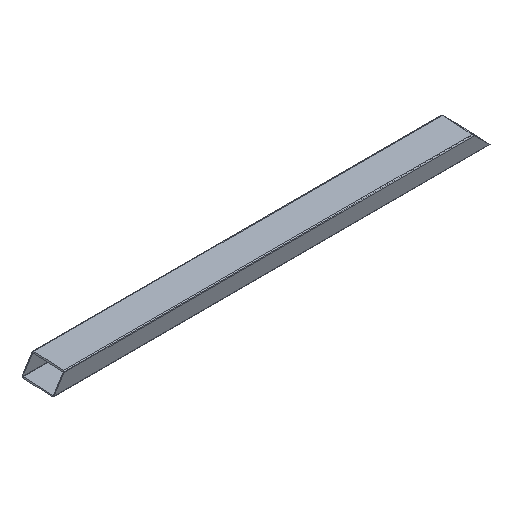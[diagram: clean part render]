
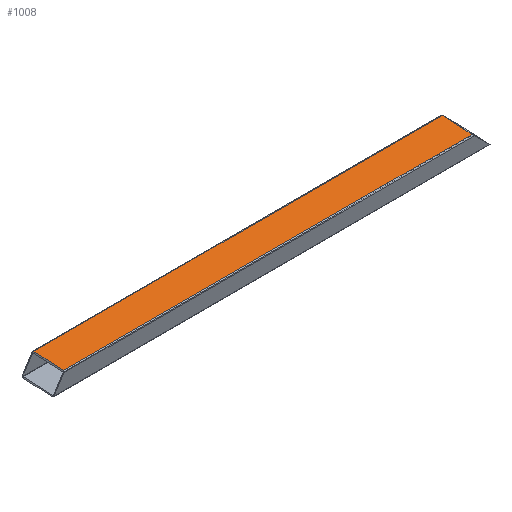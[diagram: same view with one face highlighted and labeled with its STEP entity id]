
A CAD part, isometric view. The second image highlights one B-rep face of the part: STEP entity #1008.
In plain terms, the highlighted planar face has unit normal (0, -0.052, 0.999).
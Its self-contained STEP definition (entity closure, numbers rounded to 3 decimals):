
#44 = PLANE('',#45);
#45 = AXIS2_PLACEMENT_3D('',#46,#47,#48);
#46 = CARTESIAN_POINT('',(-461.012,2.131,1.117)
  );
#47 = DIRECTION('',(0.876,0.025,-0.482));
#48 = DIRECTION('',(0.483,-0.046,0.875));
#122 = PLANE('',#123);
#123 = AXIS2_PLACEMENT_3D('',#124,#125,#126);
#124 = CARTESIAN_POINT('',(460.488,2.075,1.439
    ));
#125 = DIRECTION('',(0.707,-0.037,0.706)
  );
#126 = DIRECTION('',(-0.707,-0.037,0.706)
  );
#313 = VERTEX_POINT('',#314);
#314 = CARTESIAN_POINT('',(-449.983,33.541,
    22.791));
#332 = CYLINDRICAL_SURFACE('',#333,2.5);
#333 = AXIS2_PLACEMENT_3D('',#334,#335,#336);
#334 = CARTESIAN_POINT('',(-461.66,33.672,
    20.291));
#335 = DIRECTION('',(-1.,0.,
    0.));
#336 = DIRECTION('',(0.,-0.052,
    0.999));
#366 = EDGE_CURVE('',#313,#367,#369,.T.);
#367 = VERTEX_POINT('',#368);
#368 = CARTESIAN_POINT('',(-449.986,-31.37,
    19.396));
#369 = SURFACE_CURVE('',#370,(#374,#381),.PCURVE_S1.);
#370 = LINE('',#371,#372);
#371 = CARTESIAN_POINT('',(-449.983,33.541,
    22.791));
#372 = VECTOR('',#373,1.);
#373 = DIRECTION('',(0.,-0.999,
    -0.052));
#374 = PCURVE('',#44,#375);
#375 = DEFINITIONAL_REPRESENTATION('',(#376),#380);
#376 = LINE('',#377,#378);
#377 = CARTESIAN_POINT('',(22.842,-32.5));
#378 = VECTOR('',#379,1.);
#379 = DIRECTION('',(0.,1.));
#380 = ( GEOMETRIC_REPRESENTATION_CONTEXT(2) 
PARAMETRIC_REPRESENTATION_CONTEXT() REPRESENTATION_CONTEXT('2D SPACE',''
  ) );
#381 = PCURVE('',#382,#387);
#382 = PLANE('',#383);
#383 = AXIS2_PLACEMENT_3D('',#384,#385,#386);
#384 = CARTESIAN_POINT('',(-461.664,-31.369,
    19.392));
#385 = DIRECTION('',(0.,-0.052,
    0.999));
#386 = DIRECTION('',(0.,0.999,0.052
    ));
#387 = DEFINITIONAL_REPRESENTATION('',(#388),#392);
#388 = LINE('',#389,#390);
#389 = CARTESIAN_POINT('',(65.,-11.678));
#390 = VECTOR('',#391,1.);
#391 = DIRECTION('',(-1.,0.));
#392 = ( GEOMETRIC_REPRESENTATION_CONTEXT(2) 
PARAMETRIC_REPRESENTATION_CONTEXT() REPRESENTATION_CONTEXT('2D SPACE',''
  ) );
#414 = CYLINDRICAL_SURFACE('',#415,2.5);
#415 = AXIS2_PLACEMENT_3D('',#416,#417,#418);
#416 = CARTESIAN_POINT('',(-461.663,-31.239,
    16.895));
#417 = DIRECTION('',(-1.,0.,
    0.));
#418 = DIRECTION('',(0.,-0.052,
    0.999));
#917 = VERTEX_POINT('',#918);
#918 = CARTESIAN_POINT('',(440.48,-31.425,
    19.707));
#965 = EDGE_CURVE('',#367,#917,#966,.T.);
#966 = SURFACE_CURVE('',#967,(#971,#1000),.PCURVE_S1.);
#967 = LINE('',#968,#969);
#968 = CARTESIAN_POINT('',(-449.986,-31.37,
    19.396));
#969 = VECTOR('',#970,1.);
#970 = DIRECTION('',(1.,0.,
    0.));
#971 = PCURVE('',#414,#972);
#972 = DEFINITIONAL_REPRESENTATION('',(#973),#999);
#973 = B_SPLINE_CURVE_WITH_KNOTS('',3,(#974,#975,#976,#977,#978,#979,
    #980,#981,#982,#983,#984,#985,#986,#987,#988,#989,#990,#991,#992,
    #993,#994,#995,#996,#997,#998),.UNSPECIFIED.,.F.,.F.,(4,1,1,1,1,1,1,
    1,1,1,1,1,1,1,1,1,1,1,1,1,1,1,4),(0.,40.476,80.951
    ,121.427,161.903,202.379,242.854,
    283.33,323.806,364.281,404.757,
    445.233,485.709,526.184,566.66,
    607.136,647.611,688.087,728.563,
    769.038,809.514,849.99,890.466),
  .QUASI_UNIFORM_KNOTS.);
#974 = CARTESIAN_POINT('',(6.283,-11.678));
#975 = CARTESIAN_POINT('',(6.283,-25.17));
#976 = CARTESIAN_POINT('',(6.283,-52.154));
#977 = CARTESIAN_POINT('',(6.283,-92.629));
#978 = CARTESIAN_POINT('',(6.283,-133.105));
#979 = CARTESIAN_POINT('',(6.283,-173.581));
#980 = CARTESIAN_POINT('',(6.283,-214.057));
#981 = CARTESIAN_POINT('',(6.283,-254.532));
#982 = CARTESIAN_POINT('',(6.283,-295.008));
#983 = CARTESIAN_POINT('',(6.283,-335.484));
#984 = CARTESIAN_POINT('',(6.283,-375.959));
#985 = CARTESIAN_POINT('',(6.283,-416.435));
#986 = CARTESIAN_POINT('',(6.283,-456.911));
#987 = CARTESIAN_POINT('',(6.283,-497.387));
#988 = CARTESIAN_POINT('',(6.283,-537.862));
#989 = CARTESIAN_POINT('',(6.283,-578.338));
#990 = CARTESIAN_POINT('',(6.283,-618.814));
#991 = CARTESIAN_POINT('',(6.283,-659.289));
#992 = CARTESIAN_POINT('',(6.283,-699.765));
#993 = CARTESIAN_POINT('',(6.283,-740.241));
#994 = CARTESIAN_POINT('',(6.283,-780.717));
#995 = CARTESIAN_POINT('',(6.283,-821.192));
#996 = CARTESIAN_POINT('',(6.283,-861.668));
#997 = CARTESIAN_POINT('',(6.283,-888.652));
#998 = CARTESIAN_POINT('',(6.283,-902.144));
#999 = ( GEOMETRIC_REPRESENTATION_CONTEXT(2) 
PARAMETRIC_REPRESENTATION_CONTEXT() REPRESENTATION_CONTEXT('2D SPACE',''
  ) );
#1000 = PCURVE('',#382,#1001);
#1001 = DEFINITIONAL_REPRESENTATION('',(#1002),#1006);
#1002 = LINE('',#1003,#1004);
#1003 = CARTESIAN_POINT('',(0.,-11.678));
#1004 = VECTOR('',#1005,1.);
#1005 = DIRECTION('',(0.,-1.));
#1006 = ( GEOMETRIC_REPRESENTATION_CONTEXT(2) 
PARAMETRIC_REPRESENTATION_CONTEXT() REPRESENTATION_CONTEXT('2D SPACE',''
  ) );
#1008 = ADVANCED_FACE('',(#1009),#382,.T.);
#1009 = FACE_BOUND('',#1010,.F.);
#1010 = EDGE_LOOP('',(#1011,#1012,#1057,#1078));
#1011 = ORIENTED_EDGE('',*,*,#366,.F.);
#1012 = ORIENTED_EDGE('',*,*,#1013,.F.);
#1013 = EDGE_CURVE('',#1014,#313,#1016,.T.);
#1014 = VERTEX_POINT('',#1015);
#1015 = CARTESIAN_POINT('',(440.483,33.487,
    23.103));
#1016 = SURFACE_CURVE('',#1017,(#1021,#1028),.PCURVE_S1.);
#1017 = LINE('',#1018,#1019);
#1018 = CARTESIAN_POINT('',(440.483,33.487,
    23.103));
#1019 = VECTOR('',#1020,1.);
#1020 = DIRECTION('',(-1.,0.,
    0.));
#1021 = PCURVE('',#382,#1022);
#1022 = DEFINITIONAL_REPRESENTATION('',(#1023),#1027);
#1023 = LINE('',#1024,#1025);
#1024 = CARTESIAN_POINT('',(65.,-902.144));
#1025 = VECTOR('',#1026,1.);
#1026 = DIRECTION('',(0.,1.));
#1027 = ( GEOMETRIC_REPRESENTATION_CONTEXT(2) 
PARAMETRIC_REPRESENTATION_CONTEXT() REPRESENTATION_CONTEXT('2D SPACE',''
  ) );
#1028 = PCURVE('',#332,#1029);
#1029 = DEFINITIONAL_REPRESENTATION('',(#1030),#1056);
#1030 = B_SPLINE_CURVE_WITH_KNOTS('',3,(#1031,#1032,#1033,#1034,#1035,
    #1036,#1037,#1038,#1039,#1040,#1041,#1042,#1043,#1044,#1045,#1046,
    #1047,#1048,#1049,#1050,#1051,#1052,#1053,#1054,#1055),
  .UNSPECIFIED.,.F.,.F.,(4,1,1,1,1,1,1,1,1,1,1,1,1,1,1,1,1,1,1,1,1,1,4),
  (0.,40.476,80.951,121.427,161.903,
    202.379,242.854,283.33,323.806,
    364.281,404.757,445.233,485.709,
    526.184,566.66,607.136,647.611,
    688.087,728.563,769.038,809.514,
    849.99,890.466),.QUASI_UNIFORM_KNOTS.);
#1031 = CARTESIAN_POINT('',(0.,-902.144));
#1032 = CARTESIAN_POINT('',(0.,-888.652));
#1033 = CARTESIAN_POINT('',(0.,-861.668));
#1034 = CARTESIAN_POINT('',(0.,-821.192));
#1035 = CARTESIAN_POINT('',(0.,-780.717));
#1036 = CARTESIAN_POINT('',(0.,-740.241));
#1037 = CARTESIAN_POINT('',(0.,-699.765));
#1038 = CARTESIAN_POINT('',(0.,-659.289));
#1039 = CARTESIAN_POINT('',(0.,-618.814));
#1040 = CARTESIAN_POINT('',(0.,-578.338));
#1041 = CARTESIAN_POINT('',(0.,-537.862));
#1042 = CARTESIAN_POINT('',(0.,-497.387));
#1043 = CARTESIAN_POINT('',(0.,-456.911));
#1044 = CARTESIAN_POINT('',(0.,-416.435));
#1045 = CARTESIAN_POINT('',(0.,-375.959));
#1046 = CARTESIAN_POINT('',(0.,-335.484));
#1047 = CARTESIAN_POINT('',(0.,-295.008));
#1048 = CARTESIAN_POINT('',(0.,-254.532));
#1049 = CARTESIAN_POINT('',(0.,-214.057));
#1050 = CARTESIAN_POINT('',(0.,-173.581));
#1051 = CARTESIAN_POINT('',(0.,-133.105));
#1052 = CARTESIAN_POINT('',(0.,-92.629));
#1053 = CARTESIAN_POINT('',(0.,-52.154));
#1054 = CARTESIAN_POINT('',(0.,-25.17));
#1055 = CARTESIAN_POINT('',(0.,-11.678));
#1056 = ( GEOMETRIC_REPRESENTATION_CONTEXT(2) 
PARAMETRIC_REPRESENTATION_CONTEXT() REPRESENTATION_CONTEXT('2D SPACE',''
  ) );
#1057 = ORIENTED_EDGE('',*,*,#1058,.F.);
#1058 = EDGE_CURVE('',#917,#1014,#1059,.T.);
#1059 = SURFACE_CURVE('',#1060,(#1064,#1071),.PCURVE_S1.);
#1060 = LINE('',#1061,#1062);
#1061 = CARTESIAN_POINT('',(440.48,-31.425,
    19.707));
#1062 = VECTOR('',#1063,1.);
#1063 = DIRECTION('',(0.,0.999,
    0.052));
#1064 = PCURVE('',#382,#1065);
#1065 = DEFINITIONAL_REPRESENTATION('',(#1066),#1070);
#1066 = LINE('',#1067,#1068);
#1067 = CARTESIAN_POINT('',(0.,-902.144));
#1068 = VECTOR('',#1069,1.);
#1069 = DIRECTION('',(1.,0.));
#1070 = ( GEOMETRIC_REPRESENTATION_CONTEXT(2) 
PARAMETRIC_REPRESENTATION_CONTEXT() REPRESENTATION_CONTEXT('2D SPACE',''
  ) );
#1071 = PCURVE('',#122,#1072);
#1072 = DEFINITIONAL_REPRESENTATION('',(#1073),#1077);
#1073 = LINE('',#1074,#1075);
#1074 = CARTESIAN_POINT('',(28.284,32.5));
#1075 = VECTOR('',#1076,1.);
#1076 = DIRECTION('',(0.,-1.));
#1077 = ( GEOMETRIC_REPRESENTATION_CONTEXT(2) 
PARAMETRIC_REPRESENTATION_CONTEXT() REPRESENTATION_CONTEXT('2D SPACE',''
  ) );
#1078 = ORIENTED_EDGE('',*,*,#965,.F.);
